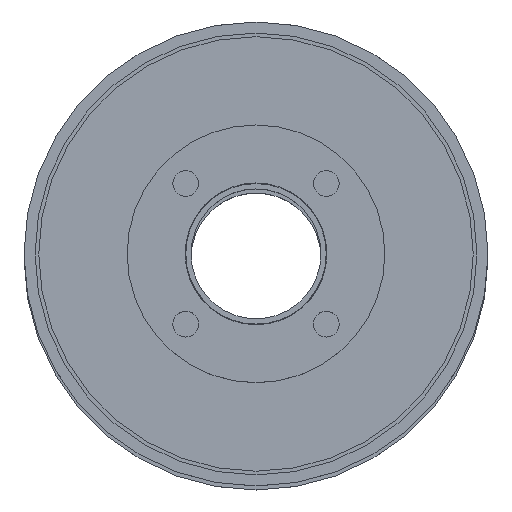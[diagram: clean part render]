
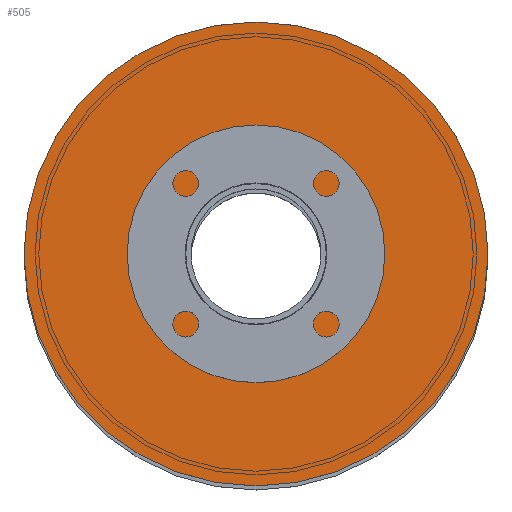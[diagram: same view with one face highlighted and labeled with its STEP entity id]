
A CAD part, top view. The second image highlights one B-rep face of the part: STEP entity #505.
In plain terms, the highlighted planar face has unit normal (0, 0, 1).
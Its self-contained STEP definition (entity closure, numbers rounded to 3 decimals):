
#51=PLANE('',#594);
#103=FACE_BOUND('',#226,.T.);
#139=FACE_OUTER_BOUND('',#225,.T.);
#225=EDGE_LOOP('',(#445));
#226=EDGE_LOOP('',(#446));
#269=CIRCLE('',#589,39.15);
#271=CIRCLE('',#592,126.);
#313=VERTEX_POINT('',#884);
#315=VERTEX_POINT('',#889);
#357=EDGE_CURVE('',#313,#313,#269,.T.);
#359=EDGE_CURVE('',#315,#315,#271,.T.);
#445=ORIENTED_EDGE('',*,*,#359,.F.);
#446=ORIENTED_EDGE('',*,*,#357,.T.);
#505=ADVANCED_FACE('',(#139,#103),#51,.F.);
#589=AXIS2_PLACEMENT_3D('',#885,#749,#750);
#592=AXIS2_PLACEMENT_3D('',#890,#755,#756);
#594=AXIS2_PLACEMENT_3D('',#893,#759,#760);
#749=DIRECTION('center_axis',(0.,0.,-1.));
#750=DIRECTION('ref_axis',(-1.,0.,0.));
#755=DIRECTION('center_axis',(0.,0.,-1.));
#756=DIRECTION('ref_axis',(-1.,0.,0.));
#759=DIRECTION('center_axis',(0.,0.,-1.));
#760=DIRECTION('ref_axis',(-1.,0.,0.));
#884=CARTESIAN_POINT('',(39.15,0.,1253.));
#885=CARTESIAN_POINT('Origin',(0.,0.,1253.));
#889=CARTESIAN_POINT('',(126.,0.,1253.));
#890=CARTESIAN_POINT('Origin',(0.,0.,1253.));
#893=CARTESIAN_POINT('Origin',(0.,0.,1253.));
